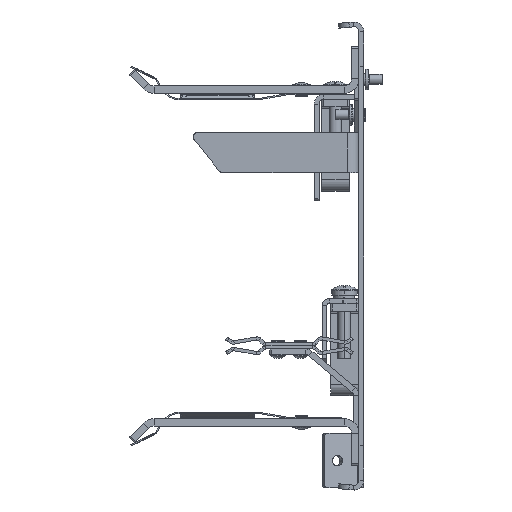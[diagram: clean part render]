
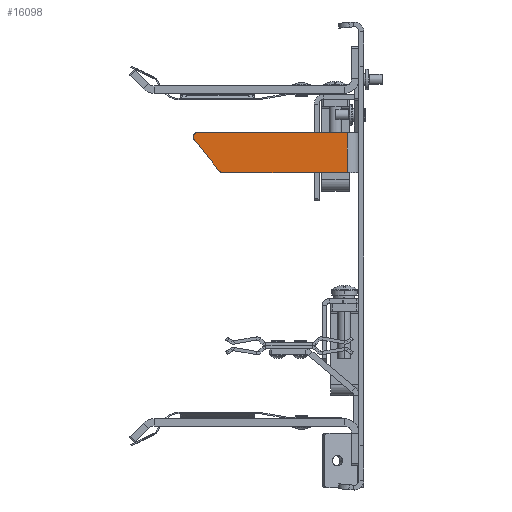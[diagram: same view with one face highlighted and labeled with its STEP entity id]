
A CAD part, left-side view. The second image highlights one B-rep face of the part: STEP entity #16098.
In plain terms, the highlighted face is planar.
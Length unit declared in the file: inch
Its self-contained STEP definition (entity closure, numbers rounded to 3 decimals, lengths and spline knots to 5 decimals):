
#265 = AXIS2_PLACEMENT_3D ( 'NONE', #16051, #11020, #16120 ) ;
#315 = ORIENTED_EDGE ( 'NONE', *, *, #7173, .T. ) ;
#579 = ORIENTED_EDGE ( 'NONE', *, *, #15456, .T. ) ;
#814 = CARTESIAN_POINT ( 'NONE',  ( 0.07874, 0., -0.66142 ) ) ;
#1720 = VERTEX_POINT ( 'NONE', #12022 ) ;
#2284 = EDGE_CURVE ( 'NONE', #14759, #7213, #16605, .T. ) ;
#2391 = VERTEX_POINT ( 'NONE', #12531 ) ;
#2419 = AXIS2_PLACEMENT_3D ( 'NONE', #814, #14527, #12782 ) ;
#2851 = EDGE_LOOP ( 'NONE', ( #11778, #16848, #18058, #20353, #315, #579, #22166 ) ) ;
#3109 = CARTESIAN_POINT ( 'NONE',  ( 0.07874, 0., -0.74016 ) ) ;
#3628 = CARTESIAN_POINT ( 'NONE',  ( 0., 0., -0.66142 ) ) ;
#3838 = DIRECTION ( 'NONE',  ( 0., 1., 0. ) ) ;
#4932 = VECTOR ( 'NONE', #21049, 39.37008 ) ;
#5119 = VECTOR ( 'NONE', #14170, 39.37008 ) ;
#5802 = CARTESIAN_POINT ( 'NONE',  ( 0., 0., -0.74016 ) ) ;
#5806 = AXIS2_PLACEMENT_3D ( 'NONE', #15764, #19194, #12376 ) ;
#7067 = VERTEX_POINT ( 'NONE', #3628 ) ;
#7173 = EDGE_CURVE ( 'NONE', #1720, #9699, #12682, .T. ) ;
#7213 = VERTEX_POINT ( 'NONE', #19559 ) ;
#7228 = CIRCLE ( 'NONE', #2419, 0.07874 ) ;
#7258 = LINE ( 'NONE', #19457, #5119 ) ;
#7276 = CARTESIAN_POINT ( 'NONE',  ( 0.48818, 0., -0.02909 ) ) ;
#8556 = CARTESIAN_POINT ( 'NONE',  ( 0.02027, 0., -0.60497 ) ) ;
#8774 = EDGE_CURVE ( 'NONE', #2391, #1720, #7258, .T. ) ;
#8799 = PLANE ( 'NONE',  #265 ) ;
#8875 = CARTESIAN_POINT ( 'NONE',  ( 0.09055, 0., -0.66207 ) ) ;
#9178 = CIRCLE ( 'NONE', #11089, 0.09055 ) ;
#9346 = DIRECTION ( 'NONE',  ( -0.631, 0., -0.776 ) ) ;
#9418 = CARTESIAN_POINT ( 'NONE',  ( 0.51181, 0., 0. ) ) ;
#9699 = VERTEX_POINT ( 'NONE', #3109 ) ;
#10723 = DIRECTION ( 'NONE',  ( 0., 0., -1. ) ) ;
#11020 = DIRECTION ( 'NONE',  ( 0., -1., 0. ) ) ;
#11089 = AXIS2_PLACEMENT_3D ( 'NONE', #8875, #3838, #10723 ) ;
#11778 = ORIENTED_EDGE ( 'NONE', *, *, #12225, .F. ) ;
#12022 = CARTESIAN_POINT ( 'NONE',  ( 2.85748, 0., -0.74016 ) ) ;
#12076 = LINE ( 'NONE', #19996, #21191 ) ;
#12225 = EDGE_CURVE ( 'NONE', #14759, #17602, #21573, .T. ) ;
#12376 = DIRECTION ( 'NONE',  ( 0., 0., -1. ) ) ;
#12531 = CARTESIAN_POINT ( 'NONE',  ( 2.85748, 0., 0. ) ) ;
#12682 = LINE ( 'NONE', #5802, #4932 ) ;
#12782 = DIRECTION ( 'NONE',  ( 0., 0., -1. ) ) ;
#14170 = DIRECTION ( 'NONE',  ( 0., 0., -1. ) ) ;
#14515 = EDGE_CURVE ( 'NONE', #7213, #2391, #12076, .T. ) ;
#14527 = DIRECTION ( 'NONE',  ( 0., 1., 0. ) ) ;
#14759 = VERTEX_POINT ( 'NONE', #7276 ) ;
#15456 = EDGE_CURVE ( 'NONE', #9699, #7067, #7228, .T. ) ;
#15764 = CARTESIAN_POINT ( 'NONE',  ( 0.54929, 0., -0.07874 ) ) ;
#16051 = CARTESIAN_POINT ( 'NONE',  ( 0., 0., 0. ) ) ;
#16098 = ADVANCED_FACE ( 'NONE', ( #20600 ), #8799, .F. ) ;
#16120 = DIRECTION ( 'NONE',  ( 0., 0., -1. ) ) ;
#16605 = CIRCLE ( 'NONE', #5806, 0.07874 ) ;
#16736 = DIRECTION ( 'NONE',  ( 1., 0., 0. ) ) ;
#16848 = ORIENTED_EDGE ( 'NONE', *, *, #2284, .T. ) ;
#17602 = VERTEX_POINT ( 'NONE', #8556 ) ;
#17832 = VECTOR ( 'NONE', #9346, 39.37008 ) ;
#18058 = ORIENTED_EDGE ( 'NONE', *, *, #14515, .T. ) ;
#19194 = DIRECTION ( 'NONE',  ( 0., 1., 0. ) ) ;
#19457 = CARTESIAN_POINT ( 'NONE',  ( 2.85748, 0., 0. ) ) ;
#19559 = CARTESIAN_POINT ( 'NONE',  ( 0.54929, 0., 0. ) ) ;
#19996 = CARTESIAN_POINT ( 'NONE',  ( 0., 0., 0. ) ) ;
#20353 = ORIENTED_EDGE ( 'NONE', *, *, #8774, .T. ) ;
#20600 = FACE_OUTER_BOUND ( 'NONE', #2851, .T. ) ;
#21049 = DIRECTION ( 'NONE',  ( -1., 0., 0. ) ) ;
#21191 = VECTOR ( 'NONE', #16736, 39.37008 ) ;
#21573 = LINE ( 'NONE', #9418, #17832 ) ;
#21743 = EDGE_CURVE ( 'NONE', #7067, #17602, #9178, .T. ) ;
#22166 = ORIENTED_EDGE ( 'NONE', *, *, #21743, .T. ) ;
